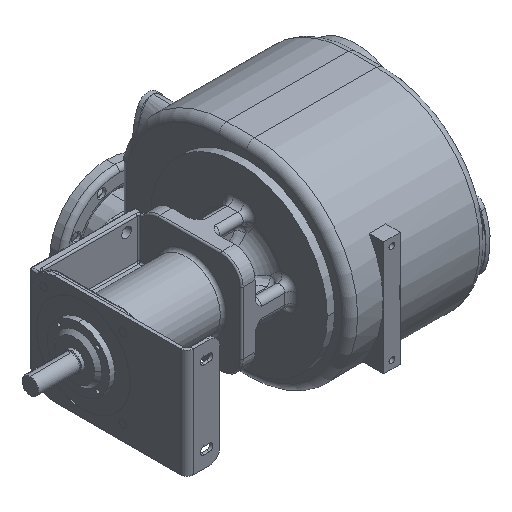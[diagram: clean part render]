
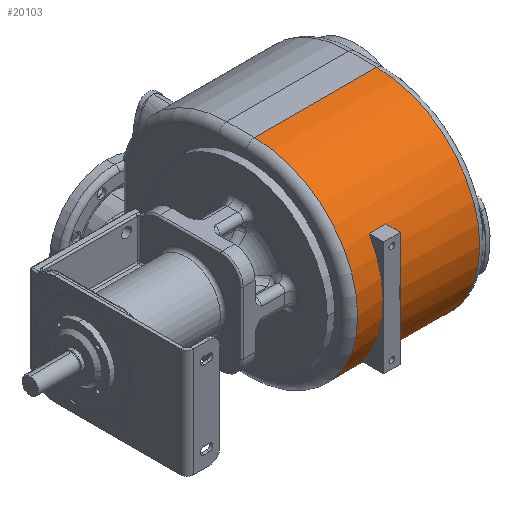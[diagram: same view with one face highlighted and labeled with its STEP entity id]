
A CAD part, isometric view. The second image highlights one B-rep face of the part: STEP entity #20103.
In plain terms, the highlighted cylindrical face has radius 198.5 mm (diameter 397 mm), a partial arc.
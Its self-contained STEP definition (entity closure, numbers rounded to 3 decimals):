
#5258=CARTESIAN_POINT('',(-65.,199.5,0.));
#5259=DIRECTION('',(-1.,0.,0.));
#5260=DIRECTION('',(0.,0.,-1.));
#5261=AXIS2_PLACEMENT_3D('',#5258,#5259,#5260);
#5263=CARTESIAN_POINT('',(170.,199.5,0.));
#5264=DIRECTION('',(1.,0.,0.));
#5265=DIRECTION('',(0.,0.,1.));
#5266=AXIS2_PLACEMENT_3D('',#5263,#5264,#5265);
#5268=DIRECTION('',(1.,0.,0.));
#5269=VECTOR('',#5268,235.);
#5270=CARTESIAN_POINT('',(-65.,199.5,-198.5));
#5271=LINE('',#5270,#5269);
#5272=DIRECTION('',(-1.,0.,0.));
#5273=VECTOR('',#5272,32.);
#5274=CARTESIAN_POINT('',(16.,41.379,-120.));
#5275=LINE('',#5274,#5273);
#5276=CARTESIAN_POINT('',(16.,199.5,0.));
#5277=DIRECTION('',(-1.,0.,0.));
#5278=DIRECTION('',(0.,-0.797,-0.605));
#5279=AXIS2_PLACEMENT_3D('',#5276,#5277,#5278);
#5281=DIRECTION('',(-1.,0.,0.));
#5282=VECTOR('',#5281,32.);
#5283=CARTESIAN_POINT('',(16.,28.029,100.));
#5284=LINE('',#5283,#5282);
#5285=CARTESIAN_POINT('',(-16.,199.5,0.));
#5286=DIRECTION('',(-1.,0.,0.));
#5287=DIRECTION('',(0.,-0.797,-0.605));
#5288=AXIS2_PLACEMENT_3D('',#5285,#5286,#5287);
#5298=DIRECTION('',(1.,0.,0.));
#5299=VECTOR('',#5298,235.);
#5300=CARTESIAN_POINT('',(-65.,199.5,198.5));
#5301=LINE('',#5300,#5299);
#11712=CARTESIAN_POINT('',(-16.,41.379,-120.));
#11713=VERTEX_POINT('',#11712);
#11714=CARTESIAN_POINT('',(16.,41.379,-120.));
#11715=VERTEX_POINT('',#11714);
#11716=CARTESIAN_POINT('',(16.,28.029,100.));
#11717=VERTEX_POINT('',#11716);
#11718=CARTESIAN_POINT('',(-16.,28.029,100.));
#11719=VERTEX_POINT('',#11718);
#11794=CARTESIAN_POINT('',(170.,199.5,-198.5));
#11795=VERTEX_POINT('',#11794);
#11796=CARTESIAN_POINT('',(170.,199.5,198.5));
#11797=VERTEX_POINT('',#11796);
#11830=CARTESIAN_POINT('',(-65.,199.5,-198.5));
#11831=VERTEX_POINT('',#11830);
#11834=CARTESIAN_POINT('',(-65.,199.5,198.5));
#11835=VERTEX_POINT('',#11834);
#20081=CARTESIAN_POINT('',(-80.,199.5,0.));
#20082=DIRECTION('',(-1.,0.,0.));
#20083=DIRECTION('',(0.,0.,1.));
#20084=AXIS2_PLACEMENT_3D('',#20081,#20082,#20083);
#20085=CYLINDRICAL_SURFACE('',#20084,198.5);
#20086=ORIENTED_EDGE('',*,*,#14383,.T.);
#20088=ORIENTED_EDGE('',*,*,#20087,.T.);
#20089=ORIENTED_EDGE('',*,*,#17895,.T.);
#20090=ORIENTED_EDGE('',*,*,#18057,.F.);
#20091=EDGE_LOOP('',(#20086,#20088,#20089,#20090));
#20092=FACE_OUTER_BOUND('',#20091,.F.);
#20094=ORIENTED_EDGE('',*,*,#20093,.F.);
#20096=ORIENTED_EDGE('',*,*,#20095,.T.);
#20098=ORIENTED_EDGE('',*,*,#20097,.T.);
#20100=ORIENTED_EDGE('',*,*,#20099,.F.);
#20101=EDGE_LOOP('',(#20094,#20096,#20098,#20100));
#20102=FACE_BOUND('',#20101,.F.);
#20103=ADVANCED_FACE('',(#20092,#20102),#20085,.T.);
#5262=CIRCLE('',#5261,198.5);
#5267=CIRCLE('',#5266,198.5);
#5280=CIRCLE('',#5279,198.5);
#5289=CIRCLE('',#5288,198.5);
#14383=EDGE_CURVE('',#11831,#11835,#5262,.T.);
#17895=EDGE_CURVE('',#11797,#11795,#5267,.T.);
#18057=EDGE_CURVE('',#11831,#11795,#5271,.T.);
#20087=EDGE_CURVE('',#11835,#11797,#5301,.T.);
#20093=EDGE_CURVE('',#11715,#11713,#5275,.T.);
#20095=EDGE_CURVE('',#11715,#11717,#5280,.T.);
#20097=EDGE_CURVE('',#11717,#11719,#5284,.T.);
#20099=EDGE_CURVE('',#11713,#11719,#5289,.T.);
